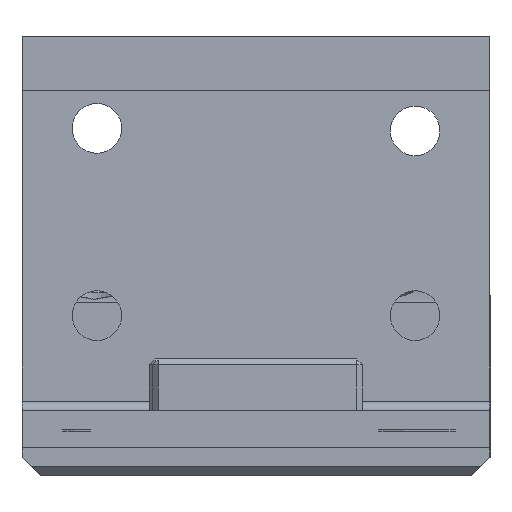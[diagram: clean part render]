
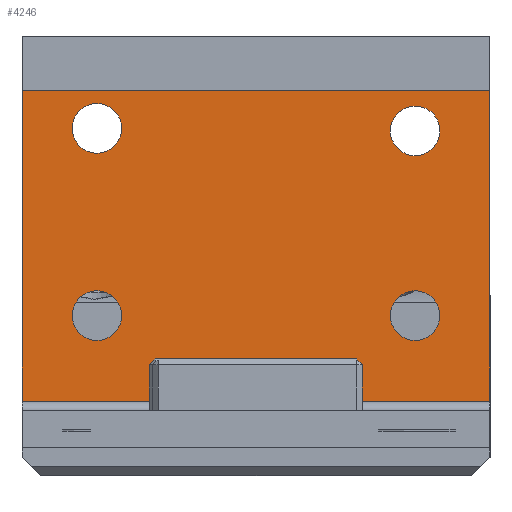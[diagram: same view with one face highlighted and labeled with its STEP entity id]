
A CAD part, left-side view. The second image highlights one B-rep face of the part: STEP entity #4246.
In plain terms, the highlighted planar face has unit normal (-1, 0, 0).
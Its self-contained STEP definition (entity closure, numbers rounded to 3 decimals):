
#52=FACE_BOUND('',#1636,.T.);
#53=FACE_BOUND('',#1637,.T.);
#54=FACE_BOUND('',#1638,.T.);
#55=FACE_BOUND('',#1639,.T.);
#209=PLANE('',#4630);
#417=LINE('',#7281,#831);
#430=LINE('',#7311,#844);
#493=LINE('',#7459,#907);
#600=LINE('',#7732,#1014);
#831=VECTOR('',#5201,10.);
#844=VECTOR('',#5222,10.);
#907=VECTOR('',#5403,10.);
#1014=VECTOR('',#5682,10.);
#1345=FACE_OUTER_BOUND('',#1635,.T.);
#1635=EDGE_LOOP('',(#3836,#3837,#3838,#3839));
#1636=EDGE_LOOP('',(#3840));
#1637=EDGE_LOOP('',(#3841));
#1638=EDGE_LOOP('',(#3842));
#1639=EDGE_LOOP('',(#3843));
#1855=CIRCLE('',#4631,2.65);
#1856=CIRCLE('',#4632,2.65);
#1857=CIRCLE('',#4633,2.65);
#1858=CIRCLE('',#4634,2.65);
#2077=VERTEX_POINT('',#7278);
#2078=VERTEX_POINT('',#7280);
#2090=VERTEX_POINT('',#7308);
#2091=VERTEX_POINT('',#7310);
#2198=VERTEX_POINT('',#7734);
#2199=VERTEX_POINT('',#7736);
#2200=VERTEX_POINT('',#7738);
#2201=VERTEX_POINT('',#7740);
#2536=EDGE_CURVE('',#2078,#2077,#417,.T.);
#2551=EDGE_CURVE('',#2091,#2090,#430,.T.);
#2622=EDGE_CURVE('',#2077,#2091,#493,.T.);
#2755=EDGE_CURVE('',#2078,#2090,#600,.T.);
#2756=EDGE_CURVE('',#2198,#2198,#1855,.T.);
#2757=EDGE_CURVE('',#2199,#2199,#1856,.T.);
#2758=EDGE_CURVE('',#2200,#2200,#1857,.T.);
#2759=EDGE_CURVE('',#2201,#2201,#1858,.T.);
#3836=ORIENTED_EDGE('',*,*,#2622,.T.);
#3837=ORIENTED_EDGE('',*,*,#2551,.T.);
#3838=ORIENTED_EDGE('',*,*,#2755,.F.);
#3839=ORIENTED_EDGE('',*,*,#2536,.T.);
#3840=ORIENTED_EDGE('',*,*,#2756,.F.);
#3841=ORIENTED_EDGE('',*,*,#2757,.F.);
#3842=ORIENTED_EDGE('',*,*,#2758,.F.);
#3843=ORIENTED_EDGE('',*,*,#2759,.F.);
#4246=ADVANCED_FACE('',(#1345,#52,#53,#54,#55),#209,.F.);
#4630=AXIS2_PLACEMENT_3D('',#7733,#5683,#5684);
#4631=AXIS2_PLACEMENT_3D('',#7735,#5685,#5686);
#4632=AXIS2_PLACEMENT_3D('',#7737,#5687,#5688);
#4633=AXIS2_PLACEMENT_3D('',#7739,#5689,#5690);
#4634=AXIS2_PLACEMENT_3D('',#7741,#5691,#5692);
#5201=DIRECTION('',(0.,0.,1.));
#5222=DIRECTION('',(0.,0.,-1.));
#5403=DIRECTION('',(0.,1.,0.));
#5682=DIRECTION('',(0.,1.,0.));
#5683=DIRECTION('center_axis',(1.,0.,0.));
#5684=DIRECTION('ref_axis',(0.,-1.,0.));
#5685=DIRECTION('center_axis',(-1.,0.,0.));
#5686=DIRECTION('ref_axis',(0.,-1.,0.));
#5687=DIRECTION('center_axis',(-1.,0.,0.));
#5688=DIRECTION('ref_axis',(0.,-1.,0.));
#5689=DIRECTION('center_axis',(-1.,0.,0.));
#5690=DIRECTION('ref_axis',(0.,-1.,0.));
#5691=DIRECTION('center_axis',(-1.,0.,0.));
#5692=DIRECTION('ref_axis',(0.,-1.,0.));
#7278=CARTESIAN_POINT('',(15.518,82.5,39.967));
#7280=CARTESIAN_POINT('',(15.518,82.5,6.768));
#7281=CARTESIAN_POINT('',(15.518,82.5,5.768));
#7308=CARTESIAN_POINT('',(15.518,132.5,6.768));
#7310=CARTESIAN_POINT('',(15.518,132.5,39.967));
#7311=CARTESIAN_POINT('',(15.518,132.5,45.768));
#7459=CARTESIAN_POINT('',(15.518,95.,39.967));
#7732=CARTESIAN_POINT('',(15.518,107.5,6.768));
#7733=CARTESIAN_POINT('Origin',(15.518,107.5,25.768));
#7734=CARTESIAN_POINT('',(15.518,127.15,15.902));
#7735=CARTESIAN_POINT('Origin',(15.518,124.5,15.902));
#7736=CARTESIAN_POINT('',(15.518,127.15,35.902));
#7737=CARTESIAN_POINT('Origin',(15.518,124.5,35.902));
#7738=CARTESIAN_POINT('',(15.518,93.15,35.635));
#7739=CARTESIAN_POINT('Origin',(15.518,90.5,35.635));
#7740=CARTESIAN_POINT('',(15.518,93.15,15.902));
#7741=CARTESIAN_POINT('Origin',(15.518,90.5,15.902));
